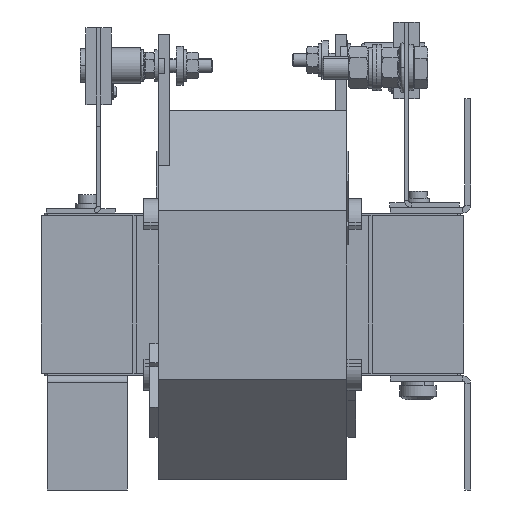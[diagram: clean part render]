
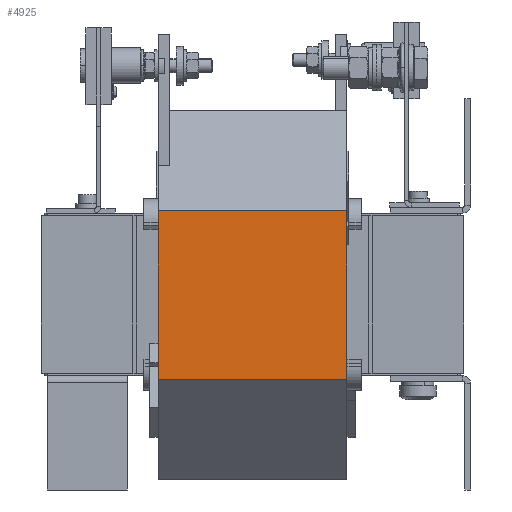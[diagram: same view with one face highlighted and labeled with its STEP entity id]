
A CAD part, left-side view. The second image highlights one B-rep face of the part: STEP entity #4925.
In plain terms, the highlighted planar face has unit normal (-1, 0, 0).
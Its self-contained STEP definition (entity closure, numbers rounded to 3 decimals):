
#3086 = EDGE_CURVE ( 'Defeature ausgef�hrt2_12+Defeature ausgef�hrt2_11+Defeature ausgef�hrt2_0+Defeature ausgef�hrt2_1', #30497, #17877, #28051, .T. ) ;
#3386 = ORIENTED_EDGE ( 'NONE', *, *, #31182, .T. ) ;
#4925 = ADVANCED_FACE ( 'Defeature ausgef�hrt2_11', ( #40822 ), #23410, .F. ) ;
#6099 = DIRECTION ( 'NONE',  ( 0., 0., -1. ) ) ;
#7494 = LINE ( 'NONE', #42521, #24288 ) ;
#7497 = CARTESIAN_POINT ( 'NONE',  ( -209.831, 31., 36.429 ) ) ;
#10302 = CARTESIAN_POINT ( 'NONE',  ( -209.831, 31., -37.031 ) ) ;
#12734 = CARTESIAN_POINT ( 'NONE',  ( -209.831, 31., -37.031 ) ) ;
#12752 = LINE ( 'NONE', #23870, #16685 ) ;
#13662 = DIRECTION ( 'NONE',  ( 0., -1., 0. ) ) ;
#15627 = VECTOR ( 'NONE', #34631, 1000. ) ;
#16685 = VECTOR ( 'NONE', #31277, 1000. ) ;
#17744 = AXIS2_PLACEMENT_3D ( 'NONE', #12734, #27836, #13662 ) ;
#17877 = VERTEX_POINT ( 'NONE', #45769 ) ;
#19524 = ORIENTED_EDGE ( 'NONE', *, *, #37792, .F. ) ;
#19911 = CARTESIAN_POINT ( 'NONE',  ( -209.831, 31., -37.031 ) ) ;
#22803 = ORIENTED_EDGE ( 'NONE', *, *, #3086, .F. ) ;
#23289 = EDGE_LOOP ( 'NONE', ( #3386, #22803, #19524, #29256 ) ) ;
#23410 = PLANE ( 'NONE',  #17744 ) ;
#23870 = CARTESIAN_POINT ( 'NONE',  ( -209.831, 31., 36.429 ) ) ;
#24288 = VECTOR ( 'NONE', #6099, 1000. ) ;
#27836 = DIRECTION ( 'NONE',  ( 1., 0., 0. ) ) ;
#28051 = LINE ( 'NONE', #19911, #15627 ) ;
#29256 = ORIENTED_EDGE ( 'NONE', *, *, #42292, .T. ) ;
#30497 = VERTEX_POINT ( 'NONE', #30796 ) ;
#30796 = CARTESIAN_POINT ( 'NONE',  ( -209.831, 31., -37.031 ) ) ;
#30822 = LINE ( 'NONE', #10302, #40922 ) ;
#31182 = EDGE_CURVE ( 'Defeature ausgef�hrt2_11+Defeature ausgef�hrt2_1+Defeature ausgef�hrt2_10+Defeature ausgef�hrt2_12', #32739, #17877, #7494, .T. ) ;
#31277 = DIRECTION ( 'NONE',  ( 0., 1., 0. ) ) ;
#32739 = VERTEX_POINT ( 'NONE', #36257 ) ;
#34631 = DIRECTION ( 'NONE',  ( 0., 1., 0. ) ) ;
#36257 = CARTESIAN_POINT ( 'NONE',  ( -209.831, 113.5, 36.429 ) ) ;
#37792 = EDGE_CURVE ( 'Defeature ausgef�hrt2_0+Defeature ausgef�hrt2_11+Defeature ausgef�hrt2_10+Defeature ausgef�hrt2_12', #37955, #30497, #30822, .T. ) ;
#37955 = VERTEX_POINT ( 'NONE', #7497 ) ;
#40822 = FACE_OUTER_BOUND ( 'NONE', #23289, .T. ) ;
#40922 = VECTOR ( 'NONE', #46429, 1000. ) ;
#42292 = EDGE_CURVE ( 'Defeature ausgef�hrt2_11+Defeature ausgef�hrt2_10+Defeature ausgef�hrt2_0+Defeature ausgef�hrt2_1', #37955, #32739, #12752, .T. ) ;
#42521 = CARTESIAN_POINT ( 'NONE',  ( -209.831, 113.5, -37.031 ) ) ;
#45769 = CARTESIAN_POINT ( 'NONE',  ( -209.831, 113.5, -37.031 ) ) ;
#46429 = DIRECTION ( 'NONE',  ( 0., 0., -1. ) ) ;
